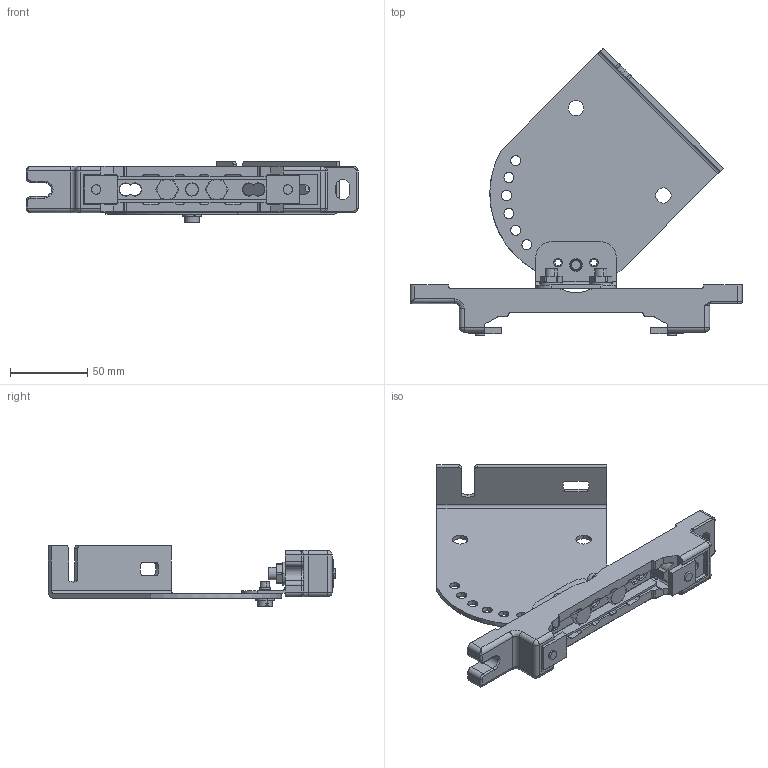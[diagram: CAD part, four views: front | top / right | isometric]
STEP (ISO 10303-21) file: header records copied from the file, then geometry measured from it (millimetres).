
FILE_DESCRIPTION (( 'STEP AP214' ), '1' );
FILE_NAME ('222827_ceiling_and_wall_mounting_bracket.STEP', '2016-08-02T09:11:19', ( '' ), ( '' ), 'SwSTEP 2.0', 'SolidWorks 2015', '' );
FILE_SCHEMA (( 'AUTOMOTIVE_DESIGN' ));
Length unit declared in the file: millimetre
Products named in the file (1): 222827_ceiling_and_wall_mounting_bracket
Bounding box: 215 x 186.46 x 39.2 mm (x, y, z)
Volume: 145693 mm3; surface area: 75150.6 mm2
Topology: 1 solids, 1 shells, 614 faces, 1651 edges, 1028 vertices
Faces by surface type: cylinder 294, plane 219, torus 39, cone 32, bspline 18, sphere 12
Entity records: 20570 total; most frequent: CARTESIAN_POINT 5026, DIRECTION 3316, ORIENTED_EDGE 3262, EDGE_CURVE 1631, AXIS2_PLACEMENT_3D 1262, VERTEX_POINT 1028, LINE 792, VECTOR 792
